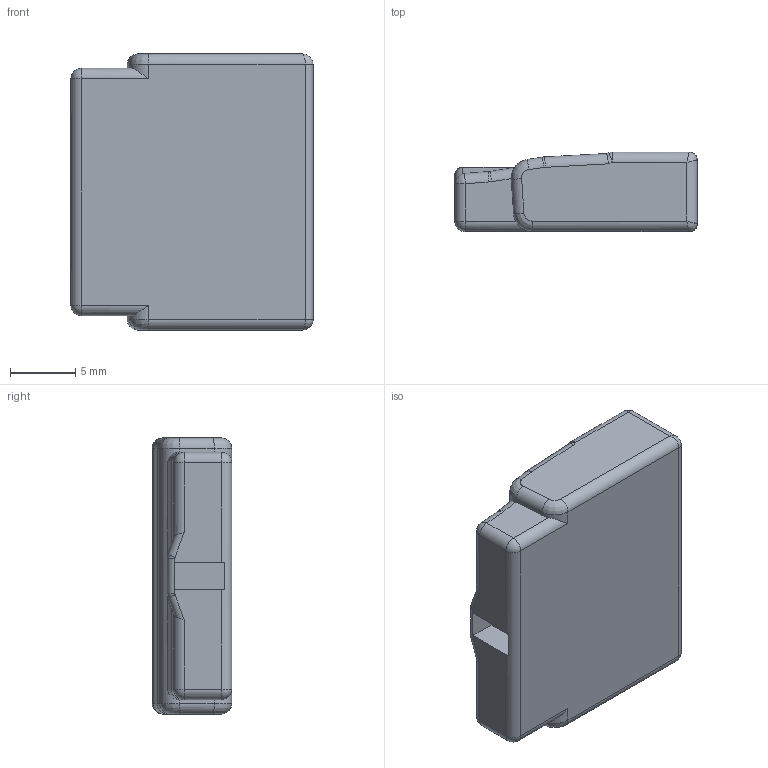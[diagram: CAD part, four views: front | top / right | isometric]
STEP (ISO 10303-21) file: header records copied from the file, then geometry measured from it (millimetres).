
FILE_DESCRIPTION (( 'STEP AP203' ), '1' );
FILE_NAME ('2773-404.step', '2024-11-06T21:08:14', ( '' ), ( '' ), 'SwSTEP 2.0', 'SolidWorks 2023', '' );
FILE_SCHEMA (( 'CONFIG_CONTROL_DESIGN' ));
Length unit declared in the file: millimetre
Products named in the file (1): 2773-404
Bounding box: 18.6 x 6.1 x 21.2 mm (x, y, z)
Volume: 1926.7 mm3; surface area: 1362.7 mm2
Topology: 1 solids, 1 shells, 169 faces, 443 edges, 274 vertices
Faces by surface type: plane 78, cylinder 71, bspline 10, sphere 6, torus 4
Entity records: 5694 total; most frequent: CARTESIAN_POINT 1587, ORIENTED_EDGE 874, DIRECTION 787, EDGE_CURVE 437, LINE 279, VECTOR 279, VERTEX_POINT 274, AXIS2_PLACEMENT_3D 254
